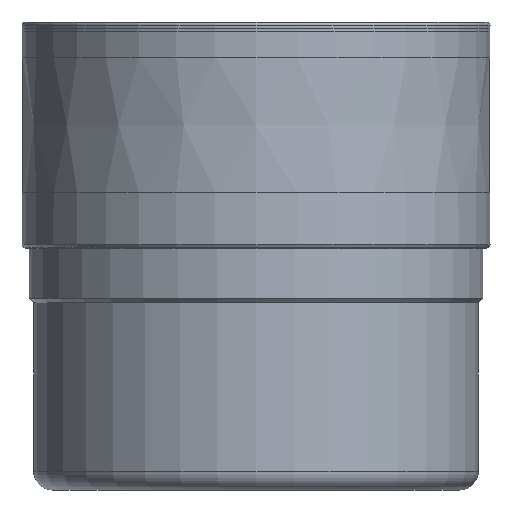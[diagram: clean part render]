
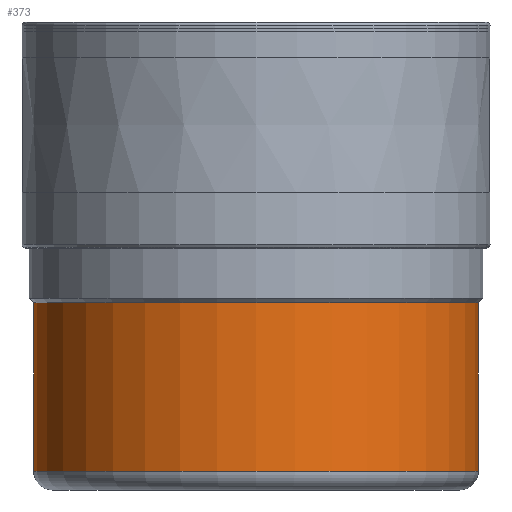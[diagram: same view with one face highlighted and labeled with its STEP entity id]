
A CAD part, left-side view. The second image highlights one B-rep face of the part: STEP entity #373.
In plain terms, the highlighted cylindrical face has radius 23.75 mm (diameter 47.5 mm), a partial arc.
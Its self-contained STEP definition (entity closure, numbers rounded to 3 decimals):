
#98=CARTESIAN_POINT('',(0.,0.,20.));
#99=DIRECTION('',(0.,0.,1.));
#100=DIRECTION('',(0.,1.,0.));
#101=AXIS2_PLACEMENT_3D('',#98,#99,#100);
#123=CARTESIAN_POINT('',(0.,0.,2.));
#124=DIRECTION('',(0.,0.,1.));
#125=DIRECTION('',(0.,1.,0.));
#126=AXIS2_PLACEMENT_3D('',#123,#124,#125);
#128=DIRECTION('',(0.,0.,1.));
#129=VECTOR('',#128,18.);
#130=CARTESIAN_POINT('',(0.,23.75,2.));
#131=LINE('',#130,#129);
#132=DIRECTION('',(0.,0.,1.));
#133=VECTOR('',#132,18.);
#134=CARTESIAN_POINT('',(0.,-23.75,2.));
#135=LINE('',#134,#133);
#166=CARTESIAN_POINT('',(0.,23.75,20.));
#167=VERTEX_POINT('',#166);
#168=CARTESIAN_POINT('',(0.,-23.75,20.));
#169=VERTEX_POINT('',#168);
#170=CARTESIAN_POINT('',(0.,23.75,2.));
#171=CARTESIAN_POINT('',(0.,-23.75,2.));
#172=VERTEX_POINT('',#170);
#173=VERTEX_POINT('',#171);
#362=CARTESIAN_POINT('',(0.,0.,51.765));
#363=DIRECTION('',(0.,0.,-1.));
#364=DIRECTION('',(0.,-1.,0.));
#365=AXIS2_PLACEMENT_3D('',#362,#363,#364);
#366=CYLINDRICAL_SURFACE('',#365,23.75);
#367=ORIENTED_EDGE('',*,*,#353,.F.);
#368=ORIENTED_EDGE('',*,*,#328,.T.);
#369=ORIENTED_EDGE('',*,*,#300,.T.);
#370=ORIENTED_EDGE('',*,*,#325,.F.);
#371=EDGE_LOOP('',(#367,#368,#369,#370));
#372=FACE_OUTER_BOUND('',#371,.F.);
#373=ADVANCED_FACE('',(#372),#366,.T.);
#102=CIRCLE('',#101,23.75);
#127=CIRCLE('',#126,23.75);
#300=EDGE_CURVE('',#167,#169,#102,.T.);
#325=EDGE_CURVE('',#173,#169,#135,.T.);
#328=EDGE_CURVE('',#172,#167,#131,.T.);
#353=EDGE_CURVE('',#172,#173,#127,.T.);
